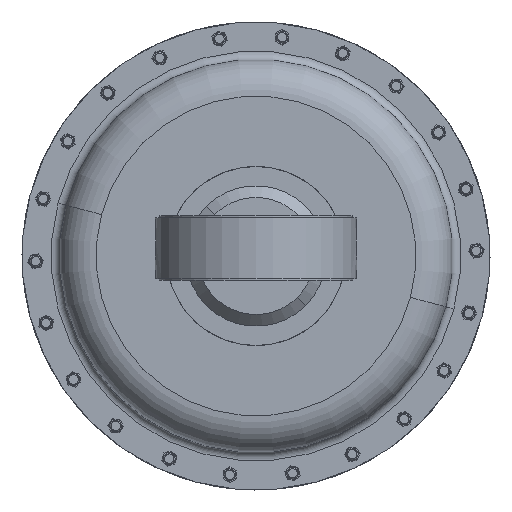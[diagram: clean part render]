
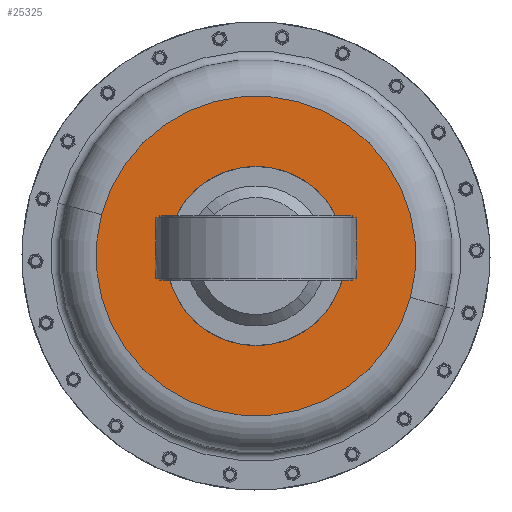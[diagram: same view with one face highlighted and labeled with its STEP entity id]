
A CAD part, front view. The second image highlights one B-rep face of the part: STEP entity #25325.
In plain terms, the highlighted planar face has unit normal (0, -1, 0).
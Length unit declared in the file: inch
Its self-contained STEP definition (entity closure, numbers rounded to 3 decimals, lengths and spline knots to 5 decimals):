
#1957 = EDGE_CURVE ( 'NONE', #7021, #13432, #25831, .T. ) ;
#2269 = FACE_BOUND ( 'NONE', #24967, .T. ) ;
#3907 = CARTESIAN_POINT ( 'NONE',  ( 0., 14.2305, 0. ) ) ;
#4063 = CARTESIAN_POINT ( 'NONE',  ( -1.67938, 14.2305, -1.67938 ) ) ;
#4344 = EDGE_CURVE ( 'NONE', #17773, #28670, #24433, .T. ) ;
#5534 = DIRECTION ( 'NONE',  ( 0., -1., 0. ) ) ;
#5950 = CIRCLE ( 'NONE', #16923, 5.125 ) ;
#6255 = DIRECTION ( 'NONE',  ( 0.966, 0., -0.259 ) ) ;
#6664 = DIRECTION ( 'NONE',  ( 0., 1., 0. ) ) ;
#6697 = CARTESIAN_POINT ( 'NONE',  ( 4.95037, 14.2305, -1.32645 ) ) ;
#7021 = VERTEX_POINT ( 'NONE', #4063 ) ;
#7442 = AXIS2_PLACEMENT_3D ( 'NONE', #8894, #25178, #11274 ) ;
#8321 = EDGE_CURVE ( 'NONE', #13432, #7021, #25728, .T. ) ;
#8894 = CARTESIAN_POINT ( 'NONE',  ( 0., 14.2305, 0. ) ) ;
#9338 = CARTESIAN_POINT ( 'NONE',  ( -4.95037, 14.2305, 1.32645 ) ) ;
#10285 = ORIENTED_EDGE ( 'NONE', *, *, #8321, .T. ) ;
#11274 = DIRECTION ( 'NONE',  ( 0.966, 0., -0.259 ) ) ;
#13256 = FACE_OUTER_BOUND ( 'NONE', #24383, .T. ) ;
#13352 = CARTESIAN_POINT ( 'NONE',  ( 0., 14.2305, 0. ) ) ;
#13432 = VERTEX_POINT ( 'NONE', #28650 ) ;
#15678 = DIRECTION ( 'NONE',  ( 0.707, 0., 0.707 ) ) ;
#16923 = AXIS2_PLACEMENT_3D ( 'NONE', #3907, #20226, #6255 ) ;
#17773 = VERTEX_POINT ( 'NONE', #9338 ) ;
#18718 = AXIS2_PLACEMENT_3D ( 'NONE', #13352, #29587, #15678 ) ;
#19488 = PLANE ( 'NONE',  #21014 ) ;
#20226 = DIRECTION ( 'NONE',  ( 0., 1., 0. ) ) ;
#20480 = AXIS2_PLACEMENT_3D ( 'NONE', #20638, #6664, #22982 ) ;
#20638 = CARTESIAN_POINT ( 'NONE',  ( 0., 14.2305, 0. ) ) ;
#21014 = AXIS2_PLACEMENT_3D ( 'NONE', #21736, #5534, #21828 ) ;
#21736 = CARTESIAN_POINT ( 'NONE',  ( -1.32645, 14.2305, -4.95037 ) ) ;
#21828 = DIRECTION ( 'NONE',  ( -0.966, 0., 0.259 ) ) ;
#22586 = ORIENTED_EDGE ( 'NONE', *, *, #25000, .F. ) ;
#22982 = DIRECTION ( 'NONE',  ( 0.707, 0., 0.707 ) ) ;
#23684 = ORIENTED_EDGE ( 'NONE', *, *, #1957, .T. ) ;
#24383 = EDGE_LOOP ( 'NONE', ( #22586, #24982 ) ) ;
#24433 = CIRCLE ( 'NONE', #7442, 5.125 ) ;
#24967 = EDGE_LOOP ( 'NONE', ( #23684, #10285 ) ) ;
#24982 = ORIENTED_EDGE ( 'NONE', *, *, #4344, .F. ) ;
#25000 = EDGE_CURVE ( 'NONE', #28670, #17773, #5950, .T. ) ;
#25178 = DIRECTION ( 'NONE',  ( 0., 1., 0. ) ) ;
#25325 = ADVANCED_FACE ( 'NONE', ( #13256, #2269 ), #19488, .T. ) ;
#25728 = CIRCLE ( 'NONE', #18718, 2.375 ) ;
#25831 = CIRCLE ( 'NONE', #20480, 2.375 ) ;
#28650 = CARTESIAN_POINT ( 'NONE',  ( 1.67938, 14.2305, 1.67938 ) ) ;
#28670 = VERTEX_POINT ( 'NONE', #6697 ) ;
#29587 = DIRECTION ( 'NONE',  ( 0., 1., 0. ) ) ;
